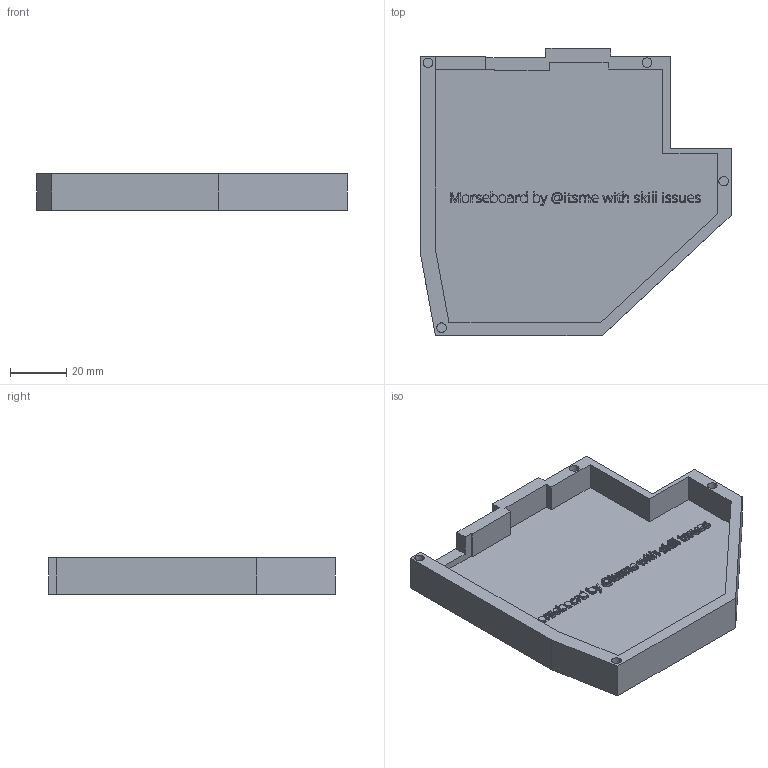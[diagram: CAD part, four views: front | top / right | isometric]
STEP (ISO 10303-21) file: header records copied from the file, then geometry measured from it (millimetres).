
FILE_DESCRIPTION(/* description */ ('STEP AP242','CAx-IF Rec.Pracs.---Representation and Presentation of Product Manufacturing Information (PMI)---4.0---2014-10-13','CAx-IF Rec.Pracs.---3D Tessellated Geometry---0.4---2014-09-14','2;1'),/* implementation_level */ '2;1');
FILE_NAME(/* name */ '6842dcf7919efc199546fb65',/* time_stamp */ '2025-06-06T12:20:08Z',/* author */ (''),/* organization */ (''),/* preprocessor_version */ 'ST-DEVELOPER v20',/* originating_system */ 'ONSHAPE BY PTC INC, 1.198',/* authorisation */ ' ');
FILE_SCHEMA (('AP242_MANAGED_MODEL_BASED_3D_ENGINEERING_MIM_LF { 1 0 10303 442 1 1 4 }'));
Length unit declared in the file: metre
Products named in the file (1): Part 1
Bounding box: 110.61 x 102.36 x 13 mm (x, y, z)
Volume: 43371.9 mm3; surface area: 28002.8 mm2
Topology: 1 solids, 1 shells, 699 faces, 1967 edges, 1311 vertices
Faces by surface type: plane 328, bspline 233, cylinder 138
Full cylindrical faces by diameter (mm): 3.4 x4
Entity records: 23283 total; most frequent: CARTESIAN_POINT 6537, ORIENTED_EDGE 3926, DIRECTION 2707, EDGE_CURVE 1963, VERTEX_POINT 1311, LINE 1221, VECTOR 1221, EDGE_LOOP 744
